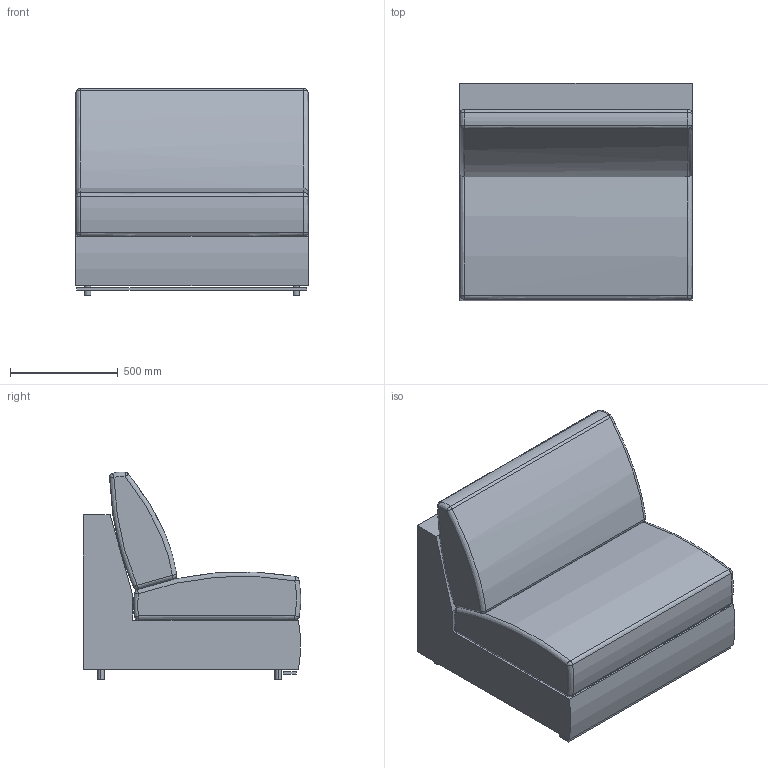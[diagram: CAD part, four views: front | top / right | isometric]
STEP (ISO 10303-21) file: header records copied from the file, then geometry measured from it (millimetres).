
FILE_DESCRIPTION(/* description */ (''),/* implementation_level */ '2;1');
FILE_NAME(/* name */ '810 Fly poltrona 108 sb',/* time_stamp */ '2013-10-18T09:18:16+02:00',/* author */ (''),/* organization */ (''),/* preprocessor_version */ 'ST-DEVELOPER v10',/* originating_system */ '',/* authorisation */ '');
FILE_SCHEMA (('CONFIG_CONTROL_DESIGN'));
Length unit declared in the file: millimetre
Products named in the file (1): 1
Bounding box: 1080 x 1009.9 x 965.94 mm (x, y, z)
Volume: 629287434.3 mm3; surface area: 8395137.8 mm2
Topology: 8 solids, 8 shells, 83 faces, 153 edges, 86 vertices
Faces by surface type: bspline 83
Entity records: 2693 total; most frequent: CARTESIAN_POINT 1727, ORIENTED_EDGE 306, EDGE_CURVE 153, VERTEX_POINT 86, ADVANCED_FACE 83, FACE_OUTER_BOUND 83, EDGE_LOOP 83, B_SPLINE_CURVE_WITH_KNOTS 39
